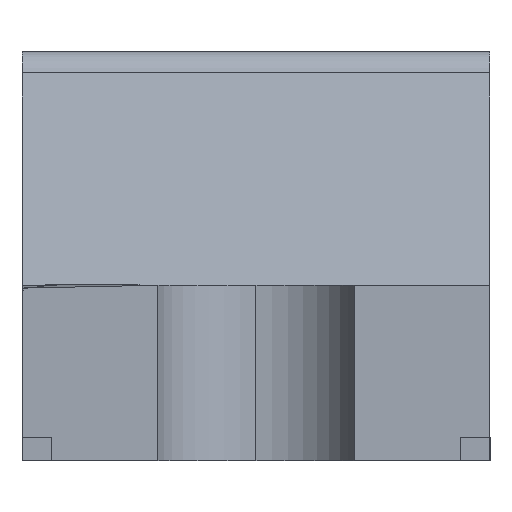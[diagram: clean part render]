
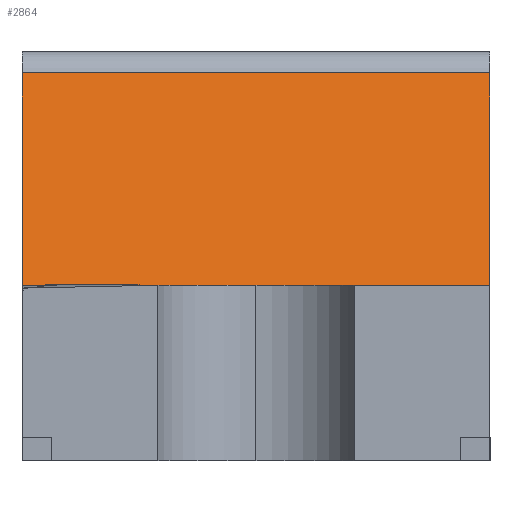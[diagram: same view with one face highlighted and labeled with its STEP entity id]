
A CAD part, left-side view. The second image highlights one B-rep face of the part: STEP entity #2864.
In plain terms, the highlighted planar face has unit normal (-0.966, 0, 0.258).
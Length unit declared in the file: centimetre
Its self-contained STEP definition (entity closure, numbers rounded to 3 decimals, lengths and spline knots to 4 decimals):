
#1190 = VERTEX_POINT ( 'NONE', #4767 ) ;
#1688 = VECTOR ( 'NONE', #4840, 100. ) ;
#1719 = VERTEX_POINT ( 'NONE', #7324 ) ;
#2170 = CARTESIAN_POINT ( 'NONE',  ( -0.055, -0.04, 0.03 ) ) ;
#2186 = ORIENTED_EDGE ( 'NONE', *, *, #2306, .F. ) ;
#2306 = EDGE_CURVE ( 'NONE', #4304, #2798, #2321, .T. ) ;
#2321 = LINE ( 'NONE', #5894, #6518 ) ;
#2525 = CARTESIAN_POINT ( 'NONE',  ( -0.055, -0.04, 0.03 ) ) ;
#2720 = LINE ( 'NONE', #6146, #2929 ) ;
#2798 = VERTEX_POINT ( 'NONE', #7361 ) ;
#2835 = CARTESIAN_POINT ( 'NONE',  ( -0.055, 0.04, 0.03 ) ) ;
#2864 = ADVANCED_FACE ( 'NONE', ( #3079 ), #7696, .T. ) ;
#2929 = VECTOR ( 'NONE', #3231, 100. ) ;
#3079 = FACE_OUTER_BOUND ( 'NONE', #7151, .T. ) ;
#3089 = LINE ( 'NONE', #6039, #1688 ) ;
#3231 = DIRECTION ( 'NONE',  ( 0., 1., 0. ) ) ;
#3241 = EDGE_CURVE ( 'NONE', #1719, #2798, #2720, .T. ) ;
#4177 = DIRECTION ( 'NONE',  ( 0.257, 0., 0.966 ) ) ;
#4178 = EDGE_CURVE ( 'NONE', #1190, #4304, #6885, .T. ) ;
#4304 = VERTEX_POINT ( 'NONE', #2835 ) ;
#4398 = DIRECTION ( 'NONE',  ( 0., 1., 0. ) ) ;
#4730 = EDGE_CURVE ( 'NONE', #1190, #1719, #3089, .T. ) ;
#4767 = CARTESIAN_POINT ( 'NONE',  ( -0.055, -0.04, 0.03 ) ) ;
#4840 = DIRECTION ( 'NONE',  ( 0.257, 0., 0.966 ) ) ;
#4868 = DIRECTION ( 'NONE',  ( -0.966, 0., 0.257 ) ) ;
#5224 = ORIENTED_EDGE ( 'NONE', *, *, #3241, .T. ) ;
#5894 = CARTESIAN_POINT ( 'NONE',  ( -0.055, 0.04, 0.03 ) ) ;
#6039 = CARTESIAN_POINT ( 'NONE',  ( -0.055, -0.04, 0.03 ) ) ;
#6146 = CARTESIAN_POINT ( 'NONE',  ( -0.0453, -0.04, 0.0663 ) ) ;
#6176 = VECTOR ( 'NONE', #4398, 100. ) ;
#6429 = ORIENTED_EDGE ( 'NONE', *, *, #4730, .T. ) ;
#6454 = DIRECTION ( 'NONE',  ( 0.257, 0., 0.966 ) ) ;
#6518 = VECTOR ( 'NONE', #6454, 100. ) ;
#6644 = AXIS2_PLACEMENT_3D ( 'NONE', #2525, #4868, #4177 ) ;
#6769 = ORIENTED_EDGE ( 'NONE', *, *, #4178, .F. ) ;
#6885 = LINE ( 'NONE', #2170, #6176 ) ;
#7151 = EDGE_LOOP ( 'NONE', ( #6769, #6429, #5224, #2186 ) ) ;
#7324 = CARTESIAN_POINT ( 'NONE',  ( -0.0453, -0.04, 0.0663 ) ) ;
#7361 = CARTESIAN_POINT ( 'NONE',  ( -0.0453, 0.04, 0.0663 ) ) ;
#7696 = PLANE ( 'NONE',  #6644 ) ;
